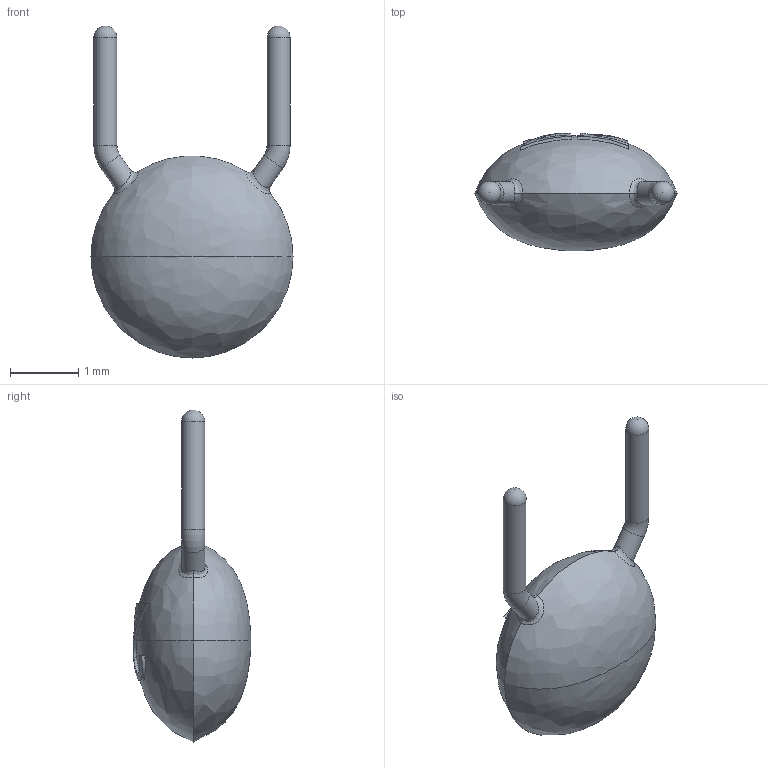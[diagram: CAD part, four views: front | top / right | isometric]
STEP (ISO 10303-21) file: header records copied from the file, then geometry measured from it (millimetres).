
FILE_DESCRIPTION(/* description */ ('STEP AP214'),/* implementation_level */ '2;1');
FILE_NAME(/* name */ '',/* time_stamp */ '2024-10-20T14:45:36+09:00',/* author */ (''),/* organization */ (''),/* preprocessor_version */ 'ST-DEVELOPER v20',/* originating_system */ 'Autodesk Translation Framework v13.20.0.188',/* authorisation */ '');
FILE_SCHEMA (('AUTOMOTIVE_DESIGN { 1 0 10303 214 3 1 1 }'));
Length unit declared in the file: millimetre
Products named in the file (1): C22_D_3.5mm_P3mm
Bounding box: 2.96 x 1.73 x 4.87 mm (x, y, z)
Volume: 7.8 mm3; surface area: 24.8 mm2
Topology: 1 solids, 1 shells, 44 faces, 128 edges, 80 vertices
Faces by surface type: bspline 24, plane 12, cylinder 4, torus 2, sphere 2
Full cylindrical faces by diameter (mm): 0.339 x4
Entity records: 2976 total; most frequent: CARTESIAN_POINT 1986, ORIENTED_EDGE 244, EDGE_CURVE 122, DIRECTION 116, VERTEX_POINT 80, B_SPLINE_CURVE_WITH_KNOTS 71, FACE_OUTER_BOUND 44, EDGE_LOOP 44
